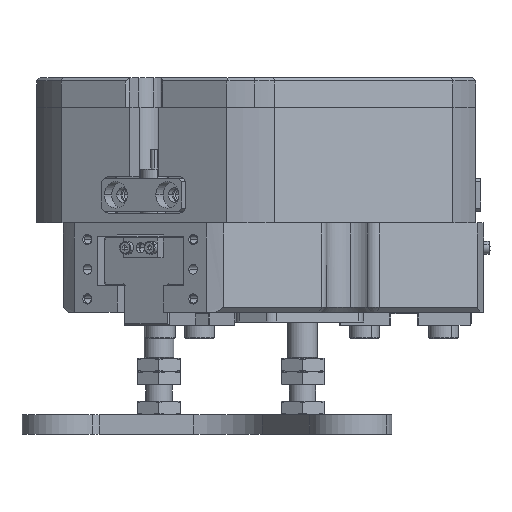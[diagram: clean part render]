
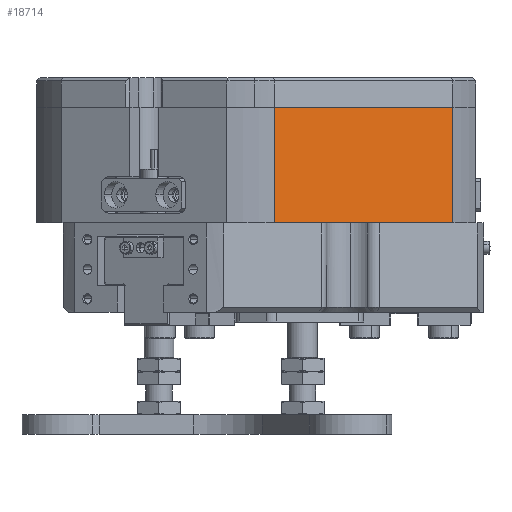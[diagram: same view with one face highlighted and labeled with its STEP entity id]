
A CAD part, front view. The second image highlights one B-rep face of the part: STEP entity #18714.
In plain terms, the highlighted planar face has unit normal (0.5, -0.866, 0).
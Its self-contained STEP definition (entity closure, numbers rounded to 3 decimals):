
#434 = CARTESIAN_POINT ( 'NONE',  ( 44.496, -21.512, 180. ) ) ;
#543 = DIRECTION ( 'NONE',  ( -0.866, -0.5, 0. ) ) ;
#2242 = DIRECTION ( 'NONE',  ( 0., 0., -1. ) ) ;
#3225 = ORIENTED_EDGE ( 'NONE', *, *, #24732, .F. ) ;
#3816 = PLANE ( 'NONE',  #49230 ) ;
#6270 = CARTESIAN_POINT ( 'NONE',  ( -9.532, -52.705, 180. ) ) ;
#8472 = LINE ( 'NONE', #41655, #50752 ) ;
#9321 = LINE ( 'NONE', #48276, #41923 ) ;
#9946 = ORIENTED_EDGE ( 'NONE', *, *, #27087, .F. ) ;
#11024 = ORIENTED_EDGE ( 'NONE', *, *, #51563, .F. ) ;
#14516 = VERTEX_POINT ( 'NONE', #18873 ) ;
#14589 = DIRECTION ( 'NONE',  ( -0.866, -0.5, 0. ) ) ;
#16162 = CARTESIAN_POINT ( 'NONE',  ( 69.443, -7.109, 211.198 ) ) ;
#18193 = CARTESIAN_POINT ( 'NONE',  ( -9.532, -52.705, 145. ) ) ;
#18714 = ADVANCED_FACE ( 'NONE', ( #23358 ), #3816, .F. ) ;
#18873 = CARTESIAN_POINT ( 'NONE',  ( 44.496, -21.512, 145. ) ) ;
#20636 = DIRECTION ( 'NONE',  ( -0.5, 0.866, 0. ) ) ;
#23358 = FACE_OUTER_BOUND ( 'NONE', #52385, .T. ) ;
#24732 = EDGE_CURVE ( 'NONE', #28693, #14516, #33598, .T. ) ;
#26739 = CARTESIAN_POINT ( 'NONE',  ( 44.496, -21.512, 180. ) ) ;
#27087 = EDGE_CURVE ( 'NONE', #14516, #34800, #8472, .T. ) ;
#27575 = ORIENTED_EDGE ( 'NONE', *, *, #44506, .T. ) ;
#28618 = VECTOR ( 'NONE', #44948, 1000. ) ;
#28693 = VERTEX_POINT ( 'NONE', #434 ) ;
#30561 = VERTEX_POINT ( 'NONE', #6270 ) ;
#33598 = LINE ( 'NONE', #26739, #34888 ) ;
#34800 = VERTEX_POINT ( 'NONE', #18193 ) ;
#34888 = VECTOR ( 'NONE', #2242, 1000. ) ;
#36865 = CARTESIAN_POINT ( 'NONE',  ( -9.532, -52.705, 180. ) ) ;
#39458 = LINE ( 'NONE', #36865, #28618 ) ;
#41655 = CARTESIAN_POINT ( 'NONE',  ( 69.443, -7.109, 145. ) ) ;
#41923 = VECTOR ( 'NONE', #14589, 1000. ) ;
#44506 = EDGE_CURVE ( 'NONE', #28693, #30561, #9321, .T. ) ;
#44791 = DIRECTION ( 'NONE',  ( -0.866, -0.5, 0. ) ) ;
#44948 = DIRECTION ( 'NONE',  ( 0., 0., 1. ) ) ;
#48276 = CARTESIAN_POINT ( 'NONE',  ( 17.482, -37.109, 180. ) ) ;
#49230 = AXIS2_PLACEMENT_3D ( 'NONE', #16162, #20636, #44791 ) ;
#50752 = VECTOR ( 'NONE', #543, 1000. ) ;
#51563 = EDGE_CURVE ( 'NONE', #34800, #30561, #39458, .T. ) ;
#52385 = EDGE_LOOP ( 'NONE', ( #9946, #3225, #27575, #11024 ) ) ;
